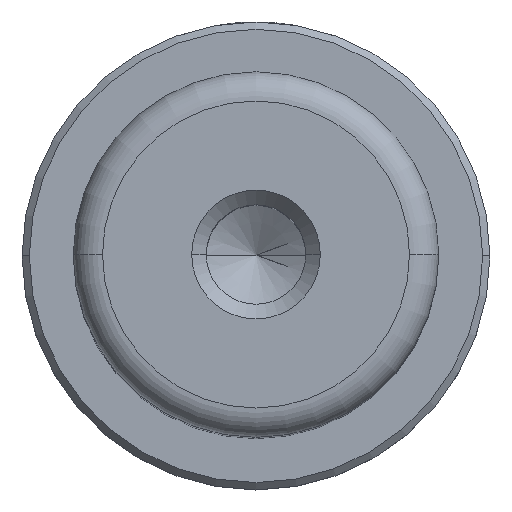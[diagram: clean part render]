
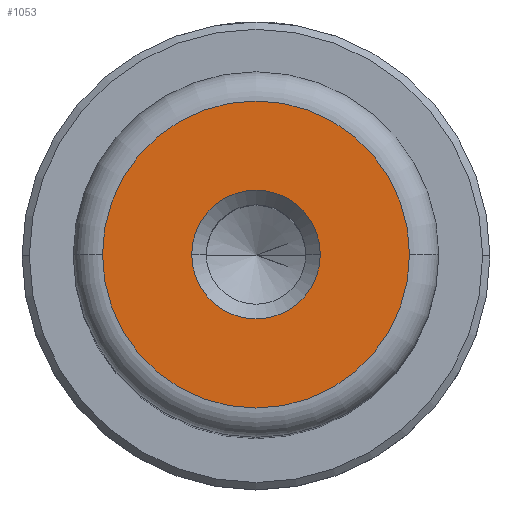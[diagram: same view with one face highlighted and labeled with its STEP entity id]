
A CAD part, top view. The second image highlights one B-rep face of the part: STEP entity #1053.
In plain terms, the highlighted planar face has unit normal (0, 0, 1).
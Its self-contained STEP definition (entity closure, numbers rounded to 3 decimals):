
#26 = ORIENTED_EDGE ( 'NONE', *, *, #1487, .T. ) ;
#44 = AXIS2_PLACEMENT_3D ( 'NONE', #1022, #610, #139 ) ;
#53 = VERTEX_POINT ( 'NONE', #1295 ) ;
#64 = DIRECTION ( 'NONE',  ( 1., 0., 0. ) ) ;
#115 = DIRECTION ( 'NONE',  ( 0., 0., -1. ) ) ;
#123 = CARTESIAN_POINT ( 'NONE',  ( 0., 0., 76. ) ) ;
#139 = DIRECTION ( 'NONE',  ( 1., 0., 0. ) ) ;
#235 = AXIS2_PLACEMENT_3D ( 'NONE', #123, #115, #64 ) ;
#342 = CIRCLE ( 'NONE', #591, 10.5 ) ;
#362 = DIRECTION ( 'NONE',  ( 0., 0., 1. ) ) ;
#412 = VERTEX_POINT ( 'NONE', #1728 ) ;
#413 = VERTEX_POINT ( 'NONE', #1854 ) ;
#449 = CARTESIAN_POINT ( 'NONE',  ( 0., 0., 76. ) ) ;
#464 = PLANE ( 'NONE',  #2086 ) ;
#591 = AXIS2_PLACEMENT_3D ( 'NONE', #740, #1837, #904 ) ;
#607 = EDGE_CURVE ( 'NONE', #53, #706, #1926, .T. ) ;
#610 = DIRECTION ( 'NONE',  ( 0., 0., -1. ) ) ;
#625 = DIRECTION ( 'NONE',  ( 0., 0., 1. ) ) ;
#706 = VERTEX_POINT ( 'NONE', #739 ) ;
#739 = CARTESIAN_POINT ( 'NONE',  ( 4.4, 0., 76. ) ) ;
#740 = CARTESIAN_POINT ( 'NONE',  ( 0., 0., 76. ) ) ;
#847 = EDGE_CURVE ( 'NONE', #706, #53, #1199, .T. ) ;
#904 = DIRECTION ( 'NONE',  ( 1., 0., 0. ) ) ;
#1022 = CARTESIAN_POINT ( 'NONE',  ( 0., 0., 76. ) ) ;
#1053 = ADVANCED_FACE ( 'NONE', ( #1449, #1177 ), #464, .T. ) ;
#1060 = EDGE_LOOP ( 'NONE', ( #1226, #26 ) ) ;
#1090 = CIRCLE ( 'NONE', #1239, 10.5 ) ;
#1175 = ORIENTED_EDGE ( 'NONE', *, *, #607, .T. ) ;
#1177 = FACE_OUTER_BOUND ( 'NONE', #1060, .T. ) ;
#1199 = CIRCLE ( 'NONE', #235, 4.4 ) ;
#1226 = ORIENTED_EDGE ( 'NONE', *, *, #1304, .T. ) ;
#1239 = AXIS2_PLACEMENT_3D ( 'NONE', #1352, #362, #1513 ) ;
#1295 = CARTESIAN_POINT ( 'NONE',  ( -4.4, 0., 76. ) ) ;
#1304 = EDGE_CURVE ( 'NONE', #413, #412, #1090, .T. ) ;
#1352 = CARTESIAN_POINT ( 'NONE',  ( 0., 0., 76. ) ) ;
#1449 = FACE_BOUND ( 'NONE', #1932, .T. ) ;
#1487 = EDGE_CURVE ( 'NONE', #412, #413, #342, .T. ) ;
#1513 = DIRECTION ( 'NONE',  ( 1., 0., 0. ) ) ;
#1728 = CARTESIAN_POINT ( 'NONE',  ( -10.5, 0., 76. ) ) ;
#1736 = DIRECTION ( 'NONE',  ( 1., 0., 0. ) ) ;
#1837 = DIRECTION ( 'NONE',  ( 0., 0., 1. ) ) ;
#1854 = CARTESIAN_POINT ( 'NONE',  ( 10.5, 0., 76. ) ) ;
#1926 = CIRCLE ( 'NONE', #44, 4.4 ) ;
#1932 = EDGE_LOOP ( 'NONE', ( #1986, #1175 ) ) ;
#1986 = ORIENTED_EDGE ( 'NONE', *, *, #847, .T. ) ;
#2086 = AXIS2_PLACEMENT_3D ( 'NONE', #449, #625, #1736 ) ;
